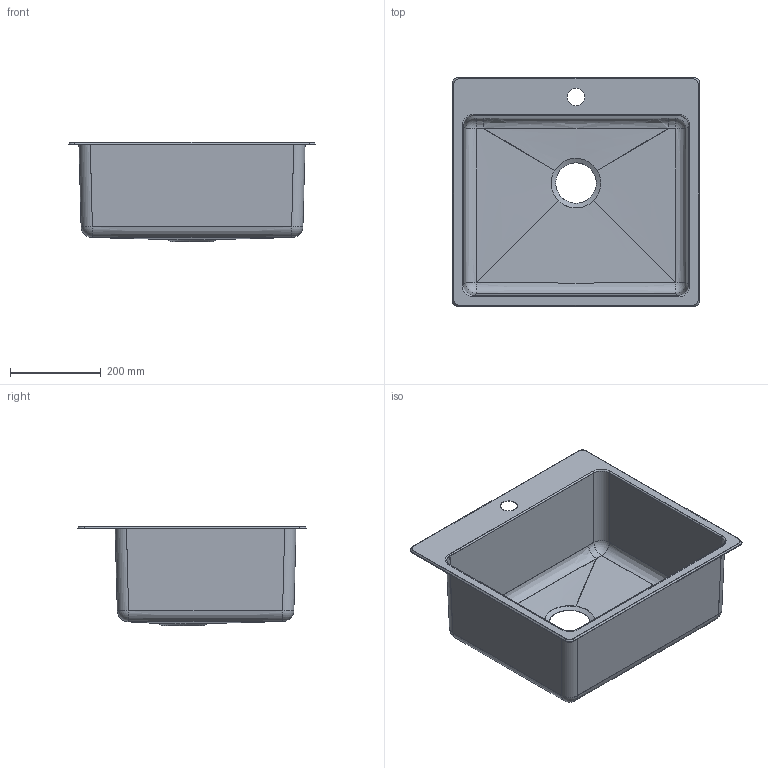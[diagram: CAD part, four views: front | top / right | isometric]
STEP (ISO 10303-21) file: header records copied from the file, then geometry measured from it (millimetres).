
FILE_DESCRIPTION(/* description */ (''),/* implementation_level */ '2;1');
FILE_NAME(/* name */ 'HD5450',/* time_stamp */ '2020-03-09T15:05:18+08:00',/* author */ (''),/* organization */ (''),/* preprocessor_version */ 'ST-DEVELOPER v9',/* originating_system */ 'UGS - NX 4.0',/* authorisation */ '');
FILE_SCHEMA (('AUTOMOTIVE_DESIGN { 1 0 10303 214 1 1 1 1 }'));
Length unit declared in the file: millimetre
Products named in the file (1): Admi97FEwxto
Bounding box: 546 x 506 x 220 mm (x, y, z)
Volume: 609670.6 mm3; surface area: 1218014 mm2
Topology: 1 solids, 1 shells, 104 faces, 265 edges, 157 vertices
Faces by surface type: bspline 42, cylinder 25, plane 20, sphere 16, extrusion 1
Full cylindrical faces by diameter (mm): 38 x1
Entity records: 4611 total; most frequent: CARTESIAN_POINT 2419, ORIENTED_EDGE 500, DIRECTION 385, EDGE_CURVE 250, AXIS2_PLACEMENT_3D 160, VERTEX_POINT 154, EDGE_LOOP 114, ADVANCED_FACE 104
